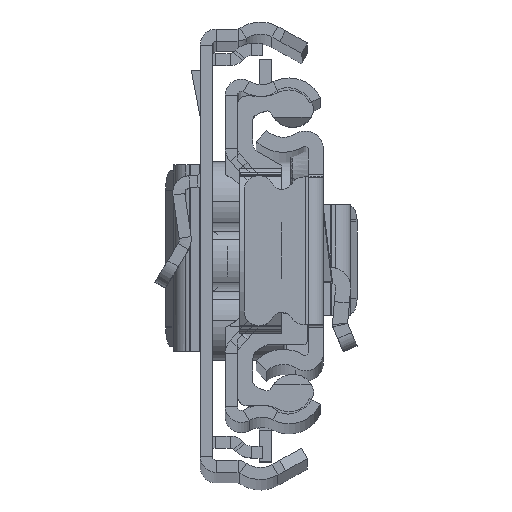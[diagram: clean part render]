
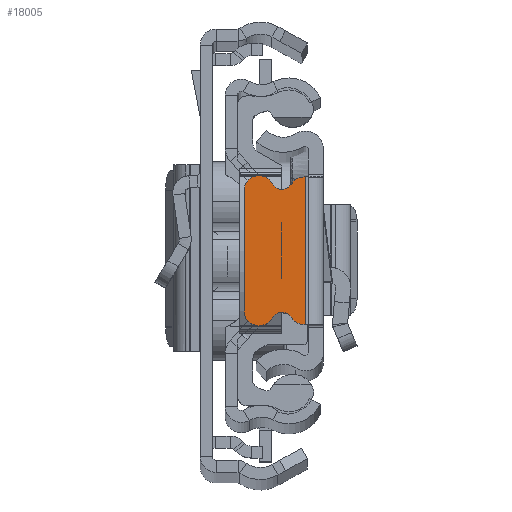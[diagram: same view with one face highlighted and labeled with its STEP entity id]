
A CAD part, top view. The second image highlights one B-rep face of the part: STEP entity #18005.
In plain terms, the highlighted planar face has unit normal (0, 0, 1).
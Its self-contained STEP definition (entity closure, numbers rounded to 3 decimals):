
#823 = DIRECTION ( 'NONE',  ( -1., 0., 0. ) ) ;
#2012 = CARTESIAN_POINT ( 'NONE',  ( -1.929, -7.37, 0. ) ) ;
#2616 = VECTOR ( 'NONE', #17699, 1000. ) ;
#2767 = CARTESIAN_POINT ( 'NONE',  ( 594.071, 0., 0. ) ) ;
#3069 = EDGE_CURVE ( 'NONE', #20923, #13736, #5559, .T. ) ;
#3200 = CARTESIAN_POINT ( 'NONE',  ( -1.75, 7.37, 0. ) ) ;
#3253 = CIRCLE ( 'NONE', #22025, 1.5 ) ;
#3421 = CARTESIAN_POINT ( 'NONE',  ( -1.929, -7.37, 0. ) ) ;
#3478 = CARTESIAN_POINT ( 'NONE',  ( -3.206, 6.658, 0. ) ) ;
#3777 = VERTEX_POINT ( 'NONE', #7090 ) ;
#4190 = VERTEX_POINT ( 'NONE', #3200 ) ;
#5025 = DIRECTION ( 'NONE',  ( 0., 0., 1. ) ) ;
#5559 = LINE ( 'NONE', #3421, #2616 ) ;
#5664 = VERTEX_POINT ( 'NONE', #25199 ) ;
#6118 = EDGE_CURVE ( 'NONE', #25592, #21280, #17596, .T. ) ;
#6356 = CARTESIAN_POINT ( 'NONE',  ( -5.109, -6.713, 0. ) ) ;
#6388 = DIRECTION ( 'NONE',  ( 1., 0., 0. ) ) ;
#7090 = CARTESIAN_POINT ( 'NONE',  ( -7.929, 6., 0. ) ) ;
#7298 = FACE_OUTER_BOUND ( 'NONE', #7585, .T. ) ;
#7437 = ORIENTED_EDGE ( 'NONE', *, *, #12356, .T. ) ;
#7585 = EDGE_LOOP ( 'NONE', ( #21646, #19186, #19210, #11911, #10063, #7437, #8927, #14755, #23293, #15140 ) ) ;
#8067 = CARTESIAN_POINT ( 'NONE',  ( -1.75, 0., 0. ) ) ;
#8822 = DIRECTION ( 'NONE',  ( 0., 0., -1. ) ) ;
#8886 = VECTOR ( 'NONE', #26034, 1000. ) ;
#8927 = ORIENTED_EDGE ( 'NONE', *, *, #24682, .T. ) ;
#9191 = VERTEX_POINT ( 'NONE', #6356 ) ;
#9267 = LINE ( 'NONE', #23724, #22121 ) ;
#9347 = VECTOR ( 'NONE', #13761, 1000. ) ;
#9354 = DIRECTION ( 'NONE',  ( 1., 0., 0. ) ) ;
#10063 = ORIENTED_EDGE ( 'NONE', *, *, #11184, .T. ) ;
#10657 = DIRECTION ( 'NONE',  ( 0., 0., 1. ) ) ;
#10946 = VERTEX_POINT ( 'NONE', #22619 ) ;
#11086 = AXIS2_PLACEMENT_3D ( 'NONE', #12965, #12833, #823 ) ;
#11184 = EDGE_CURVE ( 'NONE', #21280, #3777, #23933, .T. ) ;
#11214 = CIRCLE ( 'NONE', #18039, 1.5 ) ;
#11911 = ORIENTED_EDGE ( 'NONE', *, *, #6118, .T. ) ;
#12055 = VERTEX_POINT ( 'NONE', #24374 ) ;
#12356 = EDGE_CURVE ( 'NONE', #3777, #5664, #25711, .T. ) ;
#12779 = CARTESIAN_POINT ( 'NONE',  ( -5.109, 6.713, 0. ) ) ;
#12833 = DIRECTION ( 'NONE',  ( 0., 0., 1. ) ) ;
#12965 = CARTESIAN_POINT ( 'NONE',  ( -6.429, 6., 0. ) ) ;
#13088 = AXIS2_PLACEMENT_3D ( 'NONE', #2767, #5025, #23620 ) ;
#13442 = CARTESIAN_POINT ( 'NONE',  ( -1.929, -5.87, 0. ) ) ;
#13464 = EDGE_CURVE ( 'NONE', #10946, #4190, #9267, .T. ) ;
#13560 = CIRCLE ( 'NONE', #24693, 1.1 ) ;
#13736 = VERTEX_POINT ( 'NONE', #2012 ) ;
#13761 = DIRECTION ( 'NONE',  ( 0., -1., 0. ) ) ;
#14370 = EDGE_CURVE ( 'NONE', #4190, #20923, #16220, .T. ) ;
#14755 = ORIENTED_EDGE ( 'NONE', *, *, #18734, .T. ) ;
#14797 = CARTESIAN_POINT ( 'NONE',  ( -6.429, -6., 0. ) ) ;
#14858 = AXIS2_PLACEMENT_3D ( 'NONE', #13442, #15052, #25247 ) ;
#15052 = DIRECTION ( 'NONE',  ( 0., 0., 1. ) ) ;
#15140 = ORIENTED_EDGE ( 'NONE', *, *, #3069, .F. ) ;
#15775 = CARTESIAN_POINT ( 'NONE',  ( -7.929, -6., 0. ) ) ;
#16220 = LINE ( 'NONE', #8067, #8886 ) ;
#16985 = CARTESIAN_POINT ( 'NONE',  ( -1.929, 5.87, 0. ) ) ;
#17121 = DIRECTION ( 'NONE',  ( -1., 0., 0. ) ) ;
#17413 = DIRECTION ( 'NONE',  ( 1., 0., 0. ) ) ;
#17596 = CIRCLE ( 'NONE', #18874, 1.1 ) ;
#17699 = DIRECTION ( 'NONE',  ( -1., 0., 0. ) ) ;
#18005 = ADVANCED_FACE ( 'NONE', ( #7298 ), #25369, .T. ) ;
#18039 = AXIS2_PLACEMENT_3D ( 'NONE', #14797, #10657, #6388 ) ;
#18734 = EDGE_CURVE ( 'NONE', #9191, #12055, #13560, .T. ) ;
#18861 = CARTESIAN_POINT ( 'NONE',  ( -1.75, -7.37, 0. ) ) ;
#18874 = AXIS2_PLACEMENT_3D ( 'NONE', #23417, #8822, #9354 ) ;
#18999 = DIRECTION ( 'NONE',  ( -1., 0., 0. ) ) ;
#19017 = EDGE_CURVE ( 'NONE', #12055, #13736, #22575, .T. ) ;
#19186 = ORIENTED_EDGE ( 'NONE', *, *, #13464, .F. ) ;
#19210 = ORIENTED_EDGE ( 'NONE', *, *, #20930, .T. ) ;
#20923 = VERTEX_POINT ( 'NONE', #18861 ) ;
#20930 = EDGE_CURVE ( 'NONE', #10946, #25592, #3253, .T. ) ;
#21280 = VERTEX_POINT ( 'NONE', #12779 ) ;
#21646 = ORIENTED_EDGE ( 'NONE', *, *, #14370, .F. ) ;
#22025 = AXIS2_PLACEMENT_3D ( 'NONE', #16985, #25041, #18999 ) ;
#22121 = VECTOR ( 'NONE', #17413, 1000. ) ;
#22575 = CIRCLE ( 'NONE', #14858, 1.5 ) ;
#22619 = CARTESIAN_POINT ( 'NONE',  ( -1.929, 7.37, 0. ) ) ;
#23293 = ORIENTED_EDGE ( 'NONE', *, *, #19017, .T. ) ;
#23417 = CARTESIAN_POINT ( 'NONE',  ( -4.142, 7.236, 0. ) ) ;
#23620 = DIRECTION ( 'NONE',  ( 1., 0., 0. ) ) ;
#23724 = CARTESIAN_POINT ( 'NONE',  ( -1.929, 7.37, 0. ) ) ;
#23933 = CIRCLE ( 'NONE', #11086, 1.5 ) ;
#24374 = CARTESIAN_POINT ( 'NONE',  ( -3.206, -6.658, 0. ) ) ;
#24682 = EDGE_CURVE ( 'NONE', #5664, #9191, #11214, .T. ) ;
#24693 = AXIS2_PLACEMENT_3D ( 'NONE', #25441, #25177, #17121 ) ;
#25041 = DIRECTION ( 'NONE',  ( 0., 0., 1. ) ) ;
#25177 = DIRECTION ( 'NONE',  ( 0., 0., -1. ) ) ;
#25199 = CARTESIAN_POINT ( 'NONE',  ( -7.929, -6., 0. ) ) ;
#25247 = DIRECTION ( 'NONE',  ( 1., 0., 0. ) ) ;
#25369 = PLANE ( 'NONE',  #13088 ) ;
#25441 = CARTESIAN_POINT ( 'NONE',  ( -4.142, -7.236, 0. ) ) ;
#25592 = VERTEX_POINT ( 'NONE', #3478 ) ;
#25711 = LINE ( 'NONE', #15775, #9347 ) ;
#26034 = DIRECTION ( 'NONE',  ( 0., -1., 0. ) ) ;
